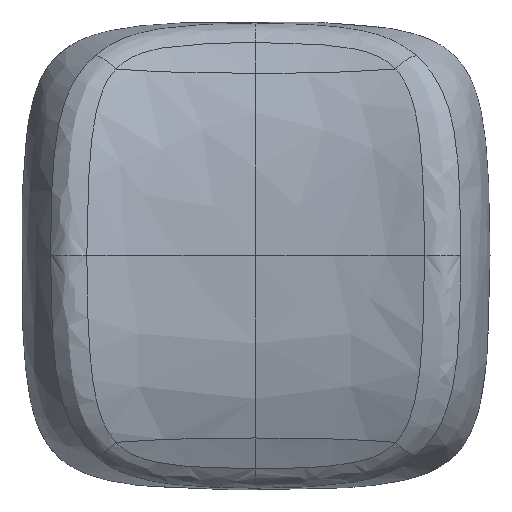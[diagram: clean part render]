
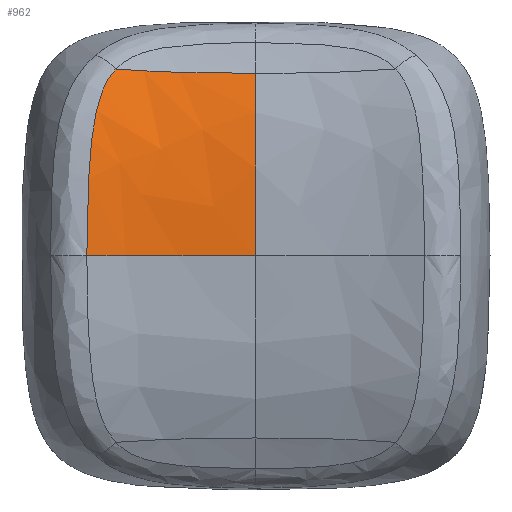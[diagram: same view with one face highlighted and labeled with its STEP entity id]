
A CAD part, top view. The second image highlights one B-rep face of the part: STEP entity #962.
In plain terms, the highlighted free-form (B-spline) face has degree [3, 3] with [5, 6] control points.
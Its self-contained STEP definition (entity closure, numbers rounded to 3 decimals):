
#15=(
BOUNDED_CURVE()
B_SPLINE_CURVE(5,(#13018,#13019,#13020,#13021,#13022,#13023,#13024,#13025,
#13026),.UNSPECIFIED.,.F.,.F.)
B_SPLINE_CURVE_WITH_KNOTS((6,1,1,1,6),(-1.,-0.8,-0.6,-0.4,
-0.39),.UNSPECIFIED.)
CURVE()
GEOMETRIC_REPRESENTATION_ITEM()
RATIONAL_B_SPLINE_CURVE((1.,1.,1.,1.,1.,1.,1.,1.,1.))
REPRESENTATION_ITEM('')
);
#16=(
BOUNDED_CURVE()
B_SPLINE_CURVE(5,(#13062,#13063,#13064,#13065,#13066,#13067,#13068,#13069,
#13070,#13071),.UNSPECIFIED.,.F.,.F.)
B_SPLINE_CURVE_WITH_KNOTS((6,1,1,1,1,6),(0.176,0.2,0.4,0.6,
0.8,1.),.UNSPECIFIED.)
CURVE()
GEOMETRIC_REPRESENTATION_ITEM()
RATIONAL_B_SPLINE_CURVE((1.,1.,1.,1.,1.,1.,1.,1.,1.,1.))
REPRESENTATION_ITEM('')
);
#38=B_SPLINE_SURFACE_WITH_KNOTS('',3,3,((#13031,#13032,#13033,#13034,#13035,
#13036),(#13037,#13038,#13039,#13040,#13041,#13042),(#13043,#13044,#13045,
#13046,#13047,#13048),(#13049,#13050,#13051,#13052,#13053,#13054),(#13055,
#13056,#13057,#13058,#13059,#13060)),.UNSPECIFIED.,.F.,.F.,.F.,(4,1,4),
(4,1,1,4),(-1.,-0.647,-0.176),(0.,
0.429,0.714,1.),.UNSPECIFIED.);
#70=B_SPLINE_CURVE_WITH_KNOTS('',3,(#12775,#12776,#12777,#12778,#12779,
#12780,#12781),.UNSPECIFIED.,.F.,.F.,(4,1,1,1,4),(0.,0.307,0.511,
0.613,0.715),.UNSPECIFIED.);
#77=B_SPLINE_CURVE_WITH_KNOTS('',3,(#13072,#13073,#13074,#13075,#13076,
#13077),.UNSPECIFIED.,.F.,.F.,(4,1,1,4),(0.,0.429,
0.714,1.),.UNSPECIFIED.);
#161=FACE_OUTER_BOUND('',#227,.T.);
#227=EDGE_LOOP('',(#864,#865,#866,#867));
#460=VERTEX_POINT('',#12728);
#461=VERTEX_POINT('',#12773);
#466=VERTEX_POINT('',#13017);
#467=VERTEX_POINT('',#13061);
#589=EDGE_CURVE('',#460,#461,#70,.T.);
#599=EDGE_CURVE('',#466,#461,#15,.T.);
#601=EDGE_CURVE('',#460,#467,#16,.T.);
#602=EDGE_CURVE('',#467,#466,#77,.T.);
#864=ORIENTED_EDGE('',*,*,#589,.F.);
#865=ORIENTED_EDGE('',*,*,#601,.T.);
#866=ORIENTED_EDGE('',*,*,#602,.T.);
#867=ORIENTED_EDGE('',*,*,#599,.T.);
#962=ADVANCED_FACE('',(#161),#38,.F.);
#12728=CARTESIAN_POINT('',(-6.484,0.,5.536));
#12773=CARTESIAN_POINT('',(-5.372,7.167,4.215));
#12775=CARTESIAN_POINT('Ctrl Pts',(-6.484,0.,
5.536));
#12776=CARTESIAN_POINT('Ctrl Pts',(-6.484,1.045,5.536));
#12777=CARTESIAN_POINT('Ctrl Pts',(-6.451,2.802,5.487));
#12778=CARTESIAN_POINT('Ctrl Pts',(-6.275,4.973,5.121));
#12779=CARTESIAN_POINT('Ctrl Pts',(-5.927,6.344,4.658));
#12780=CARTESIAN_POINT('Ctrl Pts',(-5.587,6.924,4.363));
#12781=CARTESIAN_POINT('Ctrl Pts',(-5.372,7.167,4.215));
#13017=CARTESIAN_POINT('',(0.,7.,3.801));
#13018=CARTESIAN_POINT('Ctrl Pts',(0.,7.,
3.801));
#13019=CARTESIAN_POINT('Ctrl Pts',(-0.524,7.,
3.801));
#13020=CARTESIAN_POINT('Ctrl Pts',(-1.503,7.004,3.812));
#13021=CARTESIAN_POINT('Ctrl Pts',(-2.767,7.024,3.86));
#13022=CARTESIAN_POINT('Ctrl Pts',(-3.783,7.061,3.952));
#13023=CARTESIAN_POINT('Ctrl Pts',(-4.618,7.11,4.073));
#13024=CARTESIAN_POINT('Ctrl Pts',(-5.118,7.146,4.164));
#13025=CARTESIAN_POINT('Ctrl Pts',(-5.361,7.166,4.213));
#13026=CARTESIAN_POINT('Ctrl Pts',(-5.372,7.167,4.215));
#13031=CARTESIAN_POINT('Ctrl Pts',(0.,0.,
4.8));
#13032=CARTESIAN_POINT('Ctrl Pts',(0.,1.807,
4.8));
#13033=CARTESIAN_POINT('Ctrl Pts',(0.,3.923,
4.642));
#13034=CARTESIAN_POINT('Ctrl Pts',(0.,5.798,
4.227));
#13035=CARTESIAN_POINT('Ctrl Pts',(0.,6.632,
3.949));
#13036=CARTESIAN_POINT('Ctrl Pts',(0.,7.,
3.801));
#13037=CARTESIAN_POINT('Ctrl Pts',(-1.541,0.,
4.8));
#13038=CARTESIAN_POINT('Ctrl Pts',(-1.541,1.807,4.8));
#13039=CARTESIAN_POINT('Ctrl Pts',(-1.541,3.923,4.642));
#13040=CARTESIAN_POINT('Ctrl Pts',(-1.541,5.797,4.227));
#13041=CARTESIAN_POINT('Ctrl Pts',(-1.541,6.632,3.949));
#13042=CARTESIAN_POINT('Ctrl Pts',(-1.541,7.,3.801));
#13043=CARTESIAN_POINT('Ctrl Pts',(-4.249,0.,
4.952));
#13044=CARTESIAN_POINT('Ctrl Pts',(-4.249,1.812,4.952));
#13045=CARTESIAN_POINT('Ctrl Pts',(-4.249,3.942,4.793));
#13046=CARTESIAN_POINT('Ctrl Pts',(-4.249,5.838,4.374));
#13047=CARTESIAN_POINT('Ctrl Pts',(-4.249,6.682,4.092));
#13048=CARTESIAN_POINT('Ctrl Pts',(-4.249,7.057,3.942));
#13049=CARTESIAN_POINT('Ctrl Pts',(-5.747,0.,
5.311));
#13050=CARTESIAN_POINT('Ctrl Pts',(-5.747,1.824,5.311));
#13051=CARTESIAN_POINT('Ctrl Pts',(-5.747,3.986,5.151));
#13052=CARTESIAN_POINT('Ctrl Pts',(-5.747,5.933,4.721));
#13053=CARTESIAN_POINT('Ctrl Pts',(-5.747,6.801,4.431));
#13054=CARTESIAN_POINT('Ctrl Pts',(-5.747,7.191,4.275));
#13055=CARTESIAN_POINT('Ctrl Pts',(-6.484,0.,
5.536));
#13056=CARTESIAN_POINT('Ctrl Pts',(-6.484,1.832,5.537));
#13057=CARTESIAN_POINT('Ctrl Pts',(-6.484,4.015,5.375));
#13058=CARTESIAN_POINT('Ctrl Pts',(-6.484,5.992,4.939));
#13059=CARTESIAN_POINT('Ctrl Pts',(-6.484,6.876,4.644));
#13060=CARTESIAN_POINT('Ctrl Pts',(-6.484,7.275,4.484));
#13061=CARTESIAN_POINT('',(0.,0.,4.8));
#13062=CARTESIAN_POINT('Ctrl Pts',(-6.484,0.,
5.536));
#13063=CARTESIAN_POINT('Ctrl Pts',(-6.462,0.,
5.529));
#13064=CARTESIAN_POINT('Ctrl Pts',(-6.25,0.,
5.465));
#13065=CARTESIAN_POINT('Ctrl Pts',(-5.83,0.,
5.347));
#13066=CARTESIAN_POINT('Ctrl Pts',(-5.151,0.,
5.184));
#13067=CARTESIAN_POINT('Ctrl Pts',(-4.1,0.,
4.995));
#13068=CARTESIAN_POINT('Ctrl Pts',(-2.767,0.,
4.864));
#13069=CARTESIAN_POINT('Ctrl Pts',(-1.503,0.,
4.812));
#13070=CARTESIAN_POINT('Ctrl Pts',(-0.524,0.,
4.8));
#13071=CARTESIAN_POINT('Ctrl Pts',(0.,0.,
4.8));
#13072=CARTESIAN_POINT('Ctrl Pts',(0.,0.,
4.8));
#13073=CARTESIAN_POINT('Ctrl Pts',(0.,1.807,
4.8));
#13074=CARTESIAN_POINT('Ctrl Pts',(0.,3.923,
4.642));
#13075=CARTESIAN_POINT('Ctrl Pts',(0.,5.798,
4.227));
#13076=CARTESIAN_POINT('Ctrl Pts',(0.,6.632,
3.949));
#13077=CARTESIAN_POINT('Ctrl Pts',(0.,7.,
3.801));
